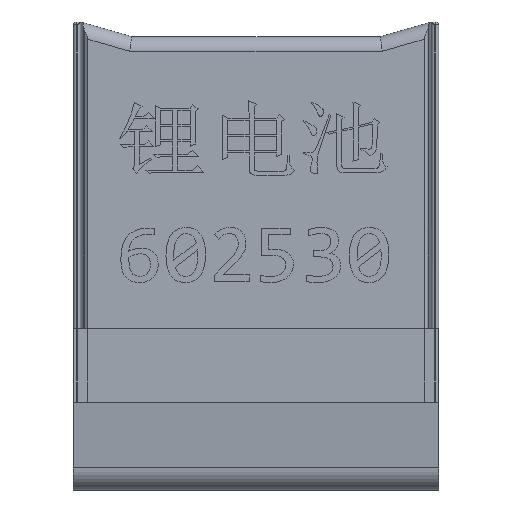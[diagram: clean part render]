
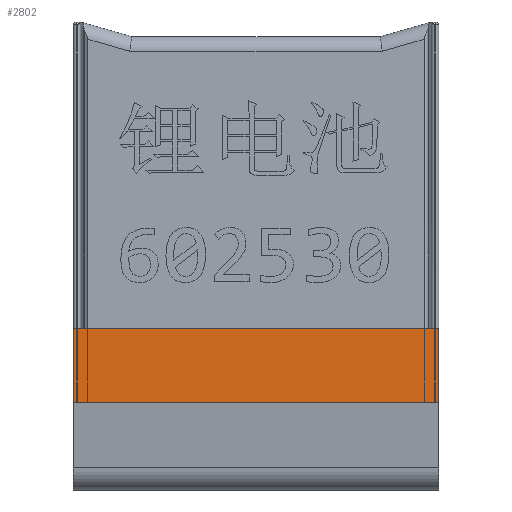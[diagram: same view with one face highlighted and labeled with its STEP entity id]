
A CAD part, top view. The second image highlights one B-rep face of the part: STEP entity #2802.
In plain terms, the highlighted planar face has unit normal (0, 0, 1).
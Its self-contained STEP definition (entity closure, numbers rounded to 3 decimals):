
#454 = VECTOR ( 'NONE', #13833, 1000. ) ;
#589 = LINE ( 'NONE', #11264, #11012 ) ;
#884 = ORIENTED_EDGE ( 'NONE', *, *, #14543, .F. ) ;
#1069 = ORIENTED_EDGE ( 'NONE', *, *, #16566, .T. ) ;
#1767 = DIRECTION ( 'NONE',  ( 0., 1., 0. ) ) ;
#2409 = VERTEX_POINT ( 'NONE', #8320 ) ;
#2628 = VERTEX_POINT ( 'NONE', #5790 ) ;
#2693 = CARTESIAN_POINT ( 'NONE',  ( 25., -0.001, 6.01 ) ) ;
#2802 = ADVANCED_FACE ( 'NONE', ( #14108 ), #17198, .T. ) ;
#3719 = EDGE_CURVE ( 'NONE', #2409, #4606, #12612, .T. ) ;
#3860 = VECTOR ( 'NONE', #7137, 1000. ) ;
#3958 = ORIENTED_EDGE ( 'NONE', *, *, #13610, .F. ) ;
#4144 = VERTEX_POINT ( 'NONE', #19294 ) ;
#4606 = VERTEX_POINT ( 'NONE', #9181 ) ;
#5790 = CARTESIAN_POINT ( 'NONE',  ( -0.01, 5.01, 6.01 ) ) ;
#7137 = DIRECTION ( 'NONE',  ( -1., 0., 0. ) ) ;
#7349 = DIRECTION ( 'NONE',  ( 0., -1., 0. ) ) ;
#7504 = LINE ( 'NONE', #13714, #11255 ) ;
#8320 = CARTESIAN_POINT ( 'NONE',  ( 25.01, -0.001, 6.01 ) ) ;
#9181 = CARTESIAN_POINT ( 'NONE',  ( -0.01, -0.001, 6.01 ) ) ;
#9437 = DIRECTION ( 'NONE',  ( 0., 0., 1. ) ) ;
#11012 = VECTOR ( 'NONE', #1767, 1000. ) ;
#11255 = VECTOR ( 'NONE', #7349, 1000. ) ;
#11264 = CARTESIAN_POINT ( 'NONE',  ( -0.01, 0., 6.01 ) ) ;
#12612 = LINE ( 'NONE', #2693, #454 ) ;
#13495 = CARTESIAN_POINT ( 'NONE',  ( 25., 5.01, 6.01 ) ) ;
#13610 = EDGE_CURVE ( 'NONE', #4144, #2409, #7504, .T. ) ;
#13714 = CARTESIAN_POINT ( 'NONE',  ( 25.01, 5.01, 6.01 ) ) ;
#13833 = DIRECTION ( 'NONE',  ( -1., 0., 0. ) ) ;
#14108 = FACE_OUTER_BOUND ( 'NONE', #19314, .T. ) ;
#14543 = EDGE_CURVE ( 'NONE', #4606, #2628, #589, .T. ) ;
#15553 = ORIENTED_EDGE ( 'NONE', *, *, #3719, .F. ) ;
#16566 = EDGE_CURVE ( 'NONE', #4144, #2628, #16584, .T. ) ;
#16584 = LINE ( 'NONE', #13495, #3860 ) ;
#17198 = PLANE ( 'NONE',  #19598 ) ;
#18943 = CARTESIAN_POINT ( 'NONE',  ( 25., 0., 6.01 ) ) ;
#19294 = CARTESIAN_POINT ( 'NONE',  ( 25.01, 5.01, 6.01 ) ) ;
#19314 = EDGE_LOOP ( 'NONE', ( #1069, #884, #15553, #3958 ) ) ;
#19598 = AXIS2_PLACEMENT_3D ( 'NONE', #18943, #9437, #20594 ) ;
#20594 = DIRECTION ( 'NONE',  ( 1., 0., 0. ) ) ;
